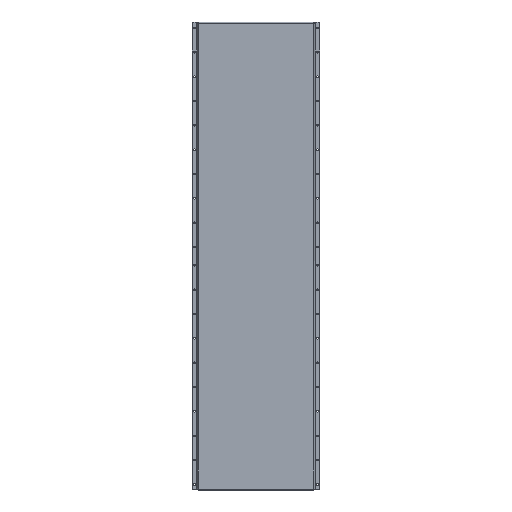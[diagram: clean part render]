
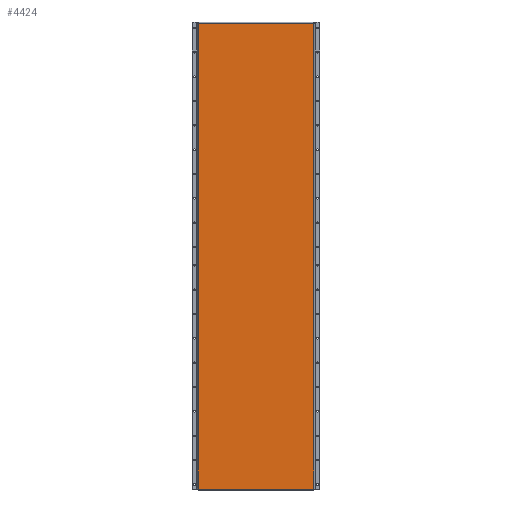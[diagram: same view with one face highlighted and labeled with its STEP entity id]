
A CAD part, front view. The second image highlights one B-rep face of the part: STEP entity #4424.
In plain terms, the highlighted planar face has unit normal (0, -1, 0).
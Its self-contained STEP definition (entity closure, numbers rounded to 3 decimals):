
#265 = DIRECTION ( 'NONE',  ( 0., 0., -1. ) ) ;
#380 = DIRECTION ( 'NONE',  ( 0., 0., -1. ) ) ;
#487 = DIRECTION ( 'NONE',  ( -1., 0., 0. ) ) ;
#537 = ORIENTED_EDGE ( 'NONE', *, *, #2549, .T. ) ;
#795 = PLANE ( 'NONE',  #2981 ) ;
#976 = VECTOR ( 'NONE', #487, 1000. ) ;
#1135 = VERTEX_POINT ( 'NONE', #5524 ) ;
#1328 = VERTEX_POINT ( 'NONE', #5517 ) ;
#1390 = CARTESIAN_POINT ( 'NONE',  ( 0., 0., 1912. ) ) ;
#1536 = DIRECTION ( 'NONE',  ( -1., 0., 0. ) ) ;
#2229 = EDGE_CURVE ( 'NONE', #1135, #1328, #5419, .T. ) ;
#2549 = EDGE_CURVE ( 'NONE', #1328, #5537, #4866, .T. ) ;
#2778 = VECTOR ( 'NONE', #4318, 1000. ) ;
#2804 = EDGE_LOOP ( 'NONE', ( #4998, #4841, #4885, #537 ) ) ;
#2836 = CARTESIAN_POINT ( 'NONE',  ( 477., 0., 0. ) ) ;
#2981 = AXIS2_PLACEMENT_3D ( 'NONE', #3516, #3900, #380 ) ;
#2984 = VECTOR ( 'NONE', #1536, 1000. ) ;
#3110 = EDGE_CURVE ( 'NONE', #1135, #4644, #3372, .T. ) ;
#3372 = LINE ( 'NONE', #3425, #4391 ) ;
#3373 = CARTESIAN_POINT ( 'NONE',  ( 0., 0., 0. ) ) ;
#3425 = CARTESIAN_POINT ( 'NONE',  ( 477., 0., 1912. ) ) ;
#3467 = CARTESIAN_POINT ( 'NONE',  ( 4., 0., 1912. ) ) ;
#3516 = CARTESIAN_POINT ( 'NONE',  ( 0., 0., 1912. ) ) ;
#3889 = EDGE_CURVE ( 'NONE', #4644, #5537, #5215, .T. ) ;
#3900 = DIRECTION ( 'NONE',  ( 0., -1., 0. ) ) ;
#4318 = DIRECTION ( 'NONE',  ( 0., 0., -1. ) ) ;
#4391 = VECTOR ( 'NONE', #265, 1000. ) ;
#4424 = ADVANCED_FACE ( 'NONE', ( #4427 ), #795, .T. ) ;
#4427 = FACE_OUTER_BOUND ( 'NONE', #2804, .T. ) ;
#4553 = CARTESIAN_POINT ( 'NONE',  ( 4., 0., 0. ) ) ;
#4644 = VERTEX_POINT ( 'NONE', #2836 ) ;
#4841 = ORIENTED_EDGE ( 'NONE', *, *, #3110, .F. ) ;
#4866 = LINE ( 'NONE', #3467, #2778 ) ;
#4885 = ORIENTED_EDGE ( 'NONE', *, *, #2229, .T. ) ;
#4998 = ORIENTED_EDGE ( 'NONE', *, *, #3889, .F. ) ;
#5215 = LINE ( 'NONE', #3373, #2984 ) ;
#5419 = LINE ( 'NONE', #1390, #976 ) ;
#5517 = CARTESIAN_POINT ( 'NONE',  ( 4., 0., 1912. ) ) ;
#5524 = CARTESIAN_POINT ( 'NONE',  ( 477., 0., 1912. ) ) ;
#5537 = VERTEX_POINT ( 'NONE', #4553 ) ;
